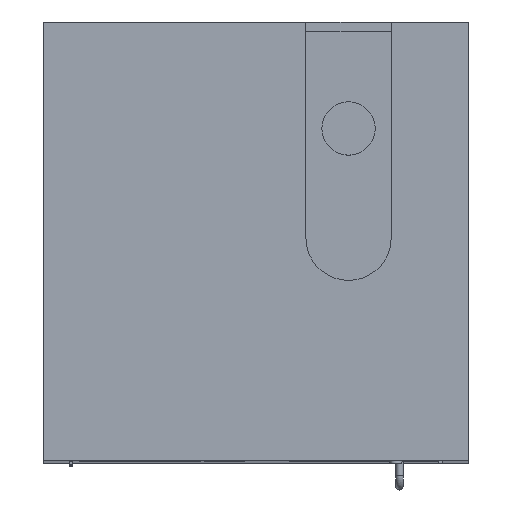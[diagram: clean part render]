
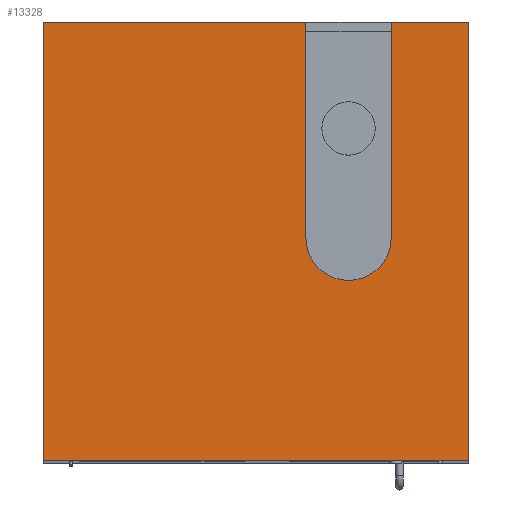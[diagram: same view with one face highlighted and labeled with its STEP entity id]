
A CAD part, top view. The second image highlights one B-rep face of the part: STEP entity #13328.
In plain terms, the highlighted planar face has unit normal (0, 0, 1).
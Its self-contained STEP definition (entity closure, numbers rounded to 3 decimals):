
#634=PLANE('',#14198);
#1177=FACE_OUTER_BOUND('',#1927,.T.);
#1927=EDGE_LOOP('',(#8948,#8949,#8950,#8951,#8952,#8953,#8954,#8955));
#2862=LINE('',#17975,#4277);
#2863=LINE('',#17979,#4278);
#2864=LINE('',#17981,#4279);
#2865=LINE('',#17983,#4280);
#2866=LINE('',#17985,#4281);
#2867=LINE('',#17987,#4282);
#2868=LINE('',#17988,#4283);
#4277=VECTOR('',#15040,10.);
#4278=VECTOR('',#15043,10.);
#4279=VECTOR('',#15044,10.);
#4280=VECTOR('',#15045,10.);
#4281=VECTOR('',#15046,10.);
#4282=VECTOR('',#15047,10.);
#4283=VECTOR('',#15048,10.);
#5660=CIRCLE('',#14199,60.);
#5828=VERTEX_POINT('',#17973);
#5829=VERTEX_POINT('',#17974);
#5830=VERTEX_POINT('',#17976);
#5831=VERTEX_POINT('',#17978);
#5832=VERTEX_POINT('',#17980);
#5833=VERTEX_POINT('',#17982);
#5834=VERTEX_POINT('',#17984);
#5835=VERTEX_POINT('',#17986);
#7080=EDGE_CURVE('',#5828,#5829,#2862,.T.);
#7081=EDGE_CURVE('',#5829,#5830,#5660,.T.);
#7082=EDGE_CURVE('',#5830,#5831,#2863,.T.);
#7083=EDGE_CURVE('',#5831,#5832,#2864,.T.);
#7084=EDGE_CURVE('',#5832,#5833,#2865,.T.);
#7085=EDGE_CURVE('',#5833,#5834,#2866,.T.);
#7086=EDGE_CURVE('',#5834,#5835,#2867,.T.);
#7087=EDGE_CURVE('',#5835,#5828,#2868,.T.);
#8948=ORIENTED_EDGE('',*,*,#7080,.T.);
#8949=ORIENTED_EDGE('',*,*,#7081,.T.);
#8950=ORIENTED_EDGE('',*,*,#7082,.T.);
#8951=ORIENTED_EDGE('',*,*,#7083,.T.);
#8952=ORIENTED_EDGE('',*,*,#7084,.T.);
#8953=ORIENTED_EDGE('',*,*,#7085,.T.);
#8954=ORIENTED_EDGE('',*,*,#7086,.T.);
#8955=ORIENTED_EDGE('',*,*,#7087,.T.);
#13328=ADVANCED_FACE('',(#1177),#634,.T.);
#14198=AXIS2_PLACEMENT_3D('',#17972,#15038,#15039);
#14199=AXIS2_PLACEMENT_3D('',#17977,#15041,#15042);
#15038=DIRECTION('center_axis',(0.,0.,1.));
#15039=DIRECTION('ref_axis',(1.,0.,0.));
#15040=DIRECTION('',(0.,-1.,0.));
#15041=DIRECTION('center_axis',(0.,0.,-1.));
#15042=DIRECTION('ref_axis',(-1.,0.,0.));
#15043=DIRECTION('',(0.,1.,0.));
#15044=DIRECTION('',(-1.,0.,0.));
#15045=DIRECTION('',(0.,-1.,0.));
#15046=DIRECTION('',(1.,0.,0.));
#15047=DIRECTION('',(0.,1.,0.));
#15048=DIRECTION('',(-1.,0.,0.));
#17972=CARTESIAN_POINT('Origin',(0.,0.,
984.));
#17973=CARTESIAN_POINT('',(190.,308.25,984.));
#17974=CARTESIAN_POINT('',(190.,5.25,984.));
#17975=CARTESIAN_POINT('',(190.,147.25,984.));
#17976=CARTESIAN_POINT('',(70.,5.25,984.));
#17977=CARTESIAN_POINT('Origin',(130.,5.25,984.));
#17978=CARTESIAN_POINT('',(70.,308.25,984.));
#17979=CARTESIAN_POINT('',(70.,147.25,984.));
#17980=CARTESIAN_POINT('',(-298.25,308.25,984.));
#17981=CARTESIAN_POINT('',(298.25,308.25,984.));
#17982=CARTESIAN_POINT('',(-298.25,-308.25,984.));
#17983=CARTESIAN_POINT('',(-298.25,308.25,984.));
#17984=CARTESIAN_POINT('',(298.25,-308.25,984.));
#17985=CARTESIAN_POINT('',(-298.25,-308.25,984.));
#17986=CARTESIAN_POINT('',(298.25,308.25,984.));
#17987=CARTESIAN_POINT('',(298.25,-308.25,984.));
#17988=CARTESIAN_POINT('',(298.25,308.25,984.));
